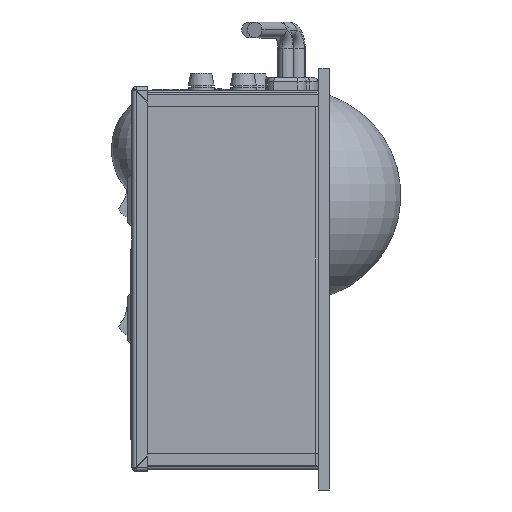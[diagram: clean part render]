
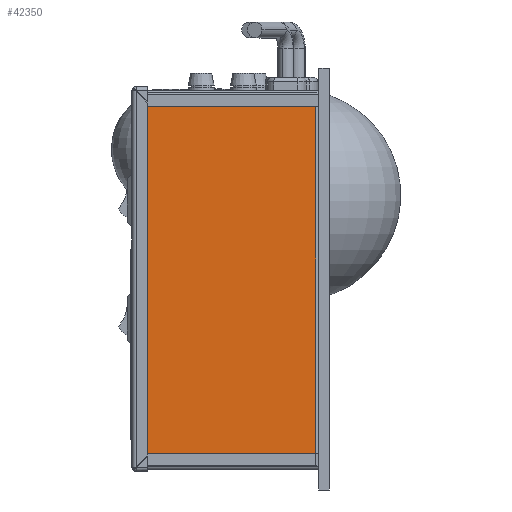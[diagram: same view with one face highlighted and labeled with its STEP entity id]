
A CAD part, left-side view. The second image highlights one B-rep face of the part: STEP entity #42350.
In plain terms, the highlighted face is planar.
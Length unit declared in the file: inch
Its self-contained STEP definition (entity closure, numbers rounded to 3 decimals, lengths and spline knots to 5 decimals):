
#4270 = CARTESIAN_POINT ( 'NONE',  ( 0.73, 4.3322, 8.84 ) ) ;
#5498 = CARTESIAN_POINT ( 'NONE',  ( 0.73, 4.3322, 8.53 ) ) ;
#8194 = CARTESIAN_POINT ( 'NONE',  ( 0.73, 4.0222, 8.53 ) ) ;
#10559 = DIRECTION ( 'NONE',  ( 1., 0., 0. ) ) ;
#11286 = LINE ( 'NONE', #4270, #70022 ) ;
#13755 = DIRECTION ( 'NONE',  ( 1., 0., 0. ) ) ;
#14000 = AXIS2_PLACEMENT_3D ( 'NONE', #8194, #13755, #53362 ) ;
#14412 = PLANE ( 'NONE',  #50069 ) ;
#16761 = EDGE_LOOP ( 'NONE', ( #60144, #76531, #98509, #46711, #61325, #48378 ) ) ;
#17236 = VECTOR ( 'NONE', #21627, 39.37008 ) ;
#20170 = VERTEX_POINT ( 'NONE', #81492 ) ;
#21627 = DIRECTION ( 'NONE',  ( 0., 1., 0. ) ) ;
#22417 = FACE_OUTER_BOUND ( 'NONE', #16761, .T. ) ;
#26567 = CARTESIAN_POINT ( 'NONE',  ( 0.73, 0.0302, 8.84 ) ) ;
#28446 = AXIS2_PLACEMENT_3D ( 'NONE', #32107, #10559, #79306 ) ;
#28951 = DIRECTION ( 'NONE',  ( 0., -1., 0. ) ) ;
#29277 = EDGE_CURVE ( 'NONE', #73874, #50056, #72748, .T. ) ;
#31090 = DIRECTION ( 'NONE',  ( 0., 1., 0. ) ) ;
#32107 = CARTESIAN_POINT ( 'NONE',  ( 0.73, 4.0222, 0.31 ) ) ;
#40421 = VECTOR ( 'NONE', #87825, 39.37008 ) ;
#41860 = DIRECTION ( 'NONE',  ( 0., 0., -1. ) ) ;
#42350 = ADVANCED_FACE ( 'NONE', ( #22417 ), #14412, .F. ) ;
#42986 = VECTOR ( 'NONE', #31090, 39.37008 ) ;
#44470 = CIRCLE ( 'NONE', #28446, 0.31 ) ;
#44492 = DIRECTION ( 'NONE',  ( -1., 0., 0. ) ) ;
#46334 = CARTESIAN_POINT ( 'NONE',  ( 0.73, 4.0222, 0. ) ) ;
#46711 = ORIENTED_EDGE ( 'NONE', *, *, #92971, .T. ) ;
#48378 = ORIENTED_EDGE ( 'NONE', *, *, #29277, .T. ) ;
#49934 = EDGE_CURVE ( 'NONE', #61442, #80388, #11286, .T. ) ;
#50056 = VERTEX_POINT ( 'NONE', #64233 ) ;
#50069 = AXIS2_PLACEMENT_3D ( 'NONE', #53538, #44492, #28951 ) ;
#53362 = DIRECTION ( 'NONE',  ( 0., -1., 0. ) ) ;
#53538 = CARTESIAN_POINT ( 'NONE',  ( 0.73, 4.3322, 8.84 ) ) ;
#53699 = LINE ( 'NONE', #85318, #42986 ) ;
#60144 = ORIENTED_EDGE ( 'NONE', *, *, #96316, .T. ) ;
#61325 = ORIENTED_EDGE ( 'NONE', *, *, #95542, .F. ) ;
#61442 = VERTEX_POINT ( 'NONE', #5498 ) ;
#63596 = CARTESIAN_POINT ( 'NONE',  ( 0.73, 0.0302, 8.84 ) ) ;
#64233 = CARTESIAN_POINT ( 'NONE',  ( 0.73, 0.0302, 0. ) ) ;
#69054 = CARTESIAN_POINT ( 'NONE',  ( 0.73, 4.3322, 0.31 ) ) ;
#70022 = VECTOR ( 'NONE', #41860, 39.37008 ) ;
#72748 = LINE ( 'NONE', #26567, #40421 ) ;
#73874 = VERTEX_POINT ( 'NONE', #63596 ) ;
#74333 = LINE ( 'NONE', #90412, #17236 ) ;
#76531 = ORIENTED_EDGE ( 'NONE', *, *, #93523, .T. ) ;
#79306 = DIRECTION ( 'NONE',  ( 0., -1., 0. ) ) ;
#80388 = VERTEX_POINT ( 'NONE', #69054 ) ;
#81492 = CARTESIAN_POINT ( 'NONE',  ( 0.73, 4.0222, 8.84 ) ) ;
#84514 = CIRCLE ( 'NONE', #14000, 0.31 ) ;
#85318 = CARTESIAN_POINT ( 'NONE',  ( 0.73, 4.3322, 8.84 ) ) ;
#87825 = DIRECTION ( 'NONE',  ( 0., 0., -1. ) ) ;
#90412 = CARTESIAN_POINT ( 'NONE',  ( 0.73, 4.3322, 0. ) ) ;
#92971 = EDGE_CURVE ( 'NONE', #61442, #20170, #84514, .T. ) ;
#93523 = EDGE_CURVE ( 'NONE', #93946, #80388, #44470, .T. ) ;
#93946 = VERTEX_POINT ( 'NONE', #46334 ) ;
#95542 = EDGE_CURVE ( 'NONE', #73874, #20170, #53699, .T. ) ;
#96316 = EDGE_CURVE ( 'NONE', #50056, #93946, #74333, .T. ) ;
#98509 = ORIENTED_EDGE ( 'NONE', *, *, #49934, .F. ) ;
